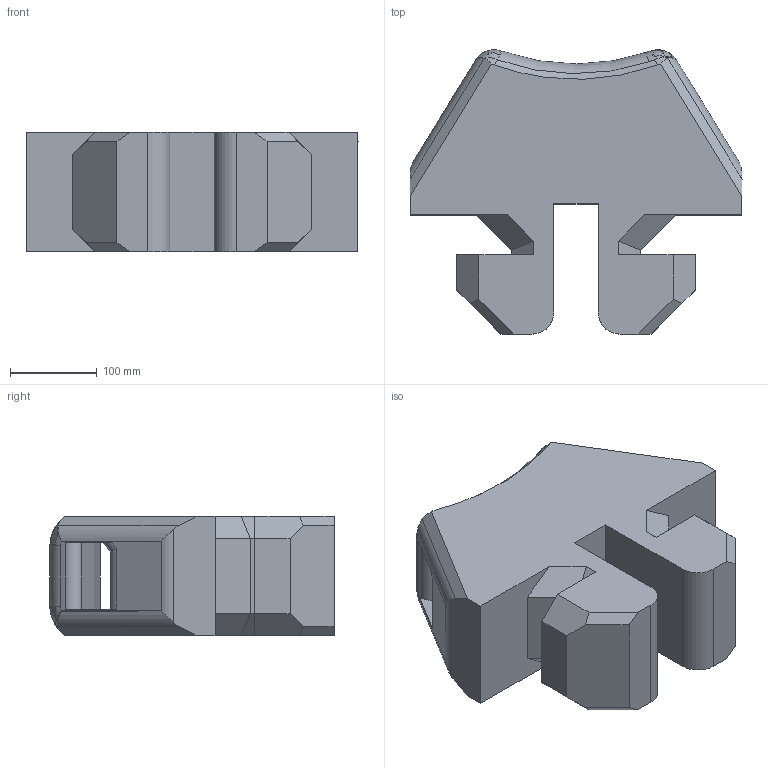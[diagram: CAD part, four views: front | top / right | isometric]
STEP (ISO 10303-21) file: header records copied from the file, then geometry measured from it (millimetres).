
FILE_DESCRIPTION(/* description */ (''),/* implementation_level */ '2;1');
FILE_NAME(/* name */ 'vertical clip.step',/* time_stamp */ '2025-06-21T04:09:04+05:30',/* author */ (''),/* organization */ (''),/* preprocessor_version */ 'ST-DEVELOPER v20.1',/* originating_system */ 'Autodesk Translation Framework v14.10.0.0',/* authorisation */ '');
FILE_SCHEMA (('AUTOMOTIVE_DESIGN { 1 0 10303 214 3 1 1 }'));
Length unit declared in the file: millimetre
Products named in the file (1): vertical clip
Bounding box: 382.27 x 327.33 x 137.16 mm (x, y, z)
Surface area: 438536.3 mm2 (no closed solid volume)
Topology: 0 solids, 1 shells, 96 faces, 314 edges, 219 vertices
Faces by surface type: plane 46, cylinder 18, bspline 17, cone 13, torus 2
Entity records: 7641 total; most frequent: CARTESIAN_POINT 5049, ORIENTED_EDGE 626, DIRECTION 419, EDGE_CURVE 314, VERTEX_POINT 219, LINE 167, VECTOR 167, AXIS2_PLACEMENT_3D 126
